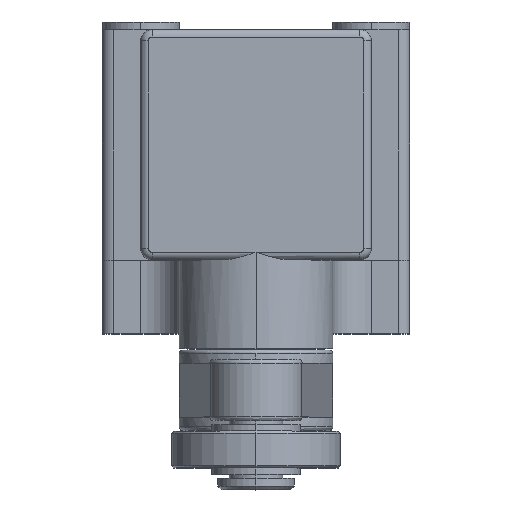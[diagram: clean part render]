
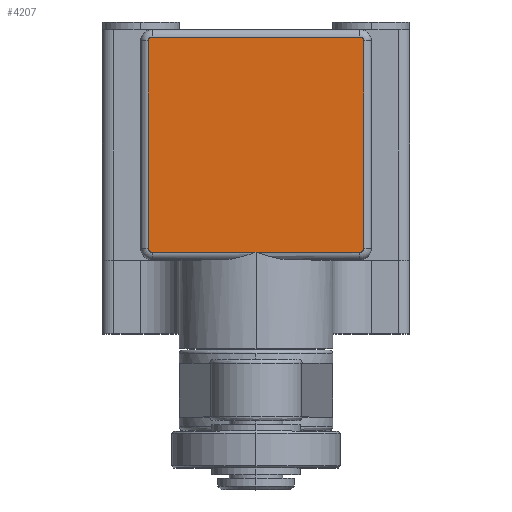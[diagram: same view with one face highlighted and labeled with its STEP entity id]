
A CAD part, top view. The second image highlights one B-rep face of the part: STEP entity #4207.
In plain terms, the highlighted planar face has unit normal (0, 0, 1).
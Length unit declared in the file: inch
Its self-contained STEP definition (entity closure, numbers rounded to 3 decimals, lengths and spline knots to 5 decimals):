
#291 = CARTESIAN_POINT ( 'NONE',  ( -0.5315, -0.07874, 1.25984 ) ) ;
#396 = ORIENTED_EDGE ( 'NONE', *, *, #3488, .T. ) ;
#462 = EDGE_CURVE ( 'NONE', #703, #8335, #7727, .T. ) ;
#510 = ORIENTED_EDGE ( 'NONE', *, *, #1721, .T. ) ;
#528 = CARTESIAN_POINT ( 'NONE',  ( 0.5315, -0.07874, 1.25984 ) ) ;
#563 = CIRCLE ( 'NONE', #1959, 0.01969 ) ;
#579 = CARTESIAN_POINT ( 'NONE',  ( 0.5315, -1.16142, 1.25984 ) ) ;
#679 = CIRCLE ( 'NONE', #7163, 0.01969 ) ;
#703 = VERTEX_POINT ( 'NONE', #528 ) ;
#791 = CARTESIAN_POINT ( 'NONE',  ( 0.5315, -1.1811, 1.25984 ) ) ;
#1018 = VECTOR ( 'NONE', #5537, 39.37008 ) ;
#1048 = ORIENTED_EDGE ( 'NONE', *, *, #1120, .T. ) ;
#1114 = CARTESIAN_POINT ( 'NONE',  ( -0.5315, -0.09843, 1.25984 ) ) ;
#1120 = EDGE_CURVE ( 'NONE', #5586, #6142, #563, .T. ) ;
#1444 = VECTOR ( 'NONE', #1912, 39.37008 ) ;
#1615 = ORIENTED_EDGE ( 'NONE', *, *, #3858, .T. ) ;
#1623 = VERTEX_POINT ( 'NONE', #8820 ) ;
#1721 = EDGE_CURVE ( 'NONE', #6132, #1623, #679, .T. ) ;
#1753 = DIRECTION ( 'NONE',  ( 0., 1., 0. ) ) ;
#1888 = DIRECTION ( 'NONE',  ( 1., 0., 0. ) ) ;
#1912 = DIRECTION ( 'NONE',  ( 0., -1., 0. ) ) ;
#1959 = AXIS2_PLACEMENT_3D ( 'NONE', #579, #5674, #4138 ) ;
#2041 = ORIENTED_EDGE ( 'NONE', *, *, #8124, .T. ) ;
#2051 = CARTESIAN_POINT ( 'NONE',  ( 0.55118, -1.16142, 1.25984 ) ) ;
#2255 = AXIS2_PLACEMENT_3D ( 'NONE', #1114, #6181, #5530 ) ;
#2340 = VECTOR ( 'NONE', #1888, 39.37008 ) ;
#2797 = CIRCLE ( 'NONE', #2255, 0.01969 ) ;
#2863 = CARTESIAN_POINT ( 'NONE',  ( 0.55118, -0.09843, 1.25984 ) ) ;
#2958 = ORIENTED_EDGE ( 'NONE', *, *, #8136, .T. ) ;
#3034 = CARTESIAN_POINT ( 'NONE',  ( 0.5315, -0.09843, 1.25984 ) ) ;
#3113 = LINE ( 'NONE', #8738, #8908 ) ;
#3130 = VERTEX_POINT ( 'NONE', #2863 ) ;
#3321 = CARTESIAN_POINT ( 'NONE',  ( 0.55118, -0.62992, 1.25984 ) ) ;
#3432 = CARTESIAN_POINT ( 'NONE',  ( 0., -0.07874, 1.25984 ) ) ;
#3488 = EDGE_CURVE ( 'NONE', #5141, #6132, #7040, .T. ) ;
#3495 = ORIENTED_EDGE ( 'NONE', *, *, #462, .T. ) ;
#3564 = EDGE_LOOP ( 'NONE', ( #2958, #7720, #1048, #2041, #5076, #3495, #1615, #396, #510 ) ) ;
#3715 = DIRECTION ( 'NONE',  ( 1., 0., 0. ) ) ;
#3858 = EDGE_CURVE ( 'NONE', #8335, #5141, #2797, .T. ) ;
#4111 = CIRCLE ( 'NONE', #8250, 0.01969 ) ;
#4138 = DIRECTION ( 'NONE',  ( 1., 0., 0. ) ) ;
#4207 = ADVANCED_FACE ( 'NONE', ( #4555 ), #7956, .T. ) ;
#4263 = EDGE_CURVE ( 'NONE', #5763, #5586, #3113, .T. ) ;
#4485 = DIRECTION ( 'NONE',  ( 0., 0., 1. ) ) ;
#4555 = FACE_OUTER_BOUND ( 'NONE', #3564, .T. ) ;
#4768 = CARTESIAN_POINT ( 'NONE',  ( 0., -1.1811, 1.25984 ) ) ;
#4905 = AXIS2_PLACEMENT_3D ( 'NONE', #5813, #8770, #8679 ) ;
#5076 = ORIENTED_EDGE ( 'NONE', *, *, #8206, .T. ) ;
#5141 = VERTEX_POINT ( 'NONE', #7213 ) ;
#5185 = DIRECTION ( 'NONE',  ( 1., 0., 0. ) ) ;
#5300 = CARTESIAN_POINT ( 'NONE',  ( -0.5315, -1.16142, 1.25984 ) ) ;
#5375 = CARTESIAN_POINT ( 'NONE',  ( -0.55118, -0.62992, 1.25984 ) ) ;
#5530 = DIRECTION ( 'NONE',  ( 1., 0., 0. ) ) ;
#5537 = DIRECTION ( 'NONE',  ( -1., 0., 0. ) ) ;
#5586 = VERTEX_POINT ( 'NONE', #791 ) ;
#5647 = CARTESIAN_POINT ( 'NONE',  ( -0.55118, -1.16142, 1.25984 ) ) ;
#5674 = DIRECTION ( 'NONE',  ( 0., 0., 1. ) ) ;
#5763 = VERTEX_POINT ( 'NONE', #6017 ) ;
#5813 = CARTESIAN_POINT ( 'NONE',  ( 0., -0.62992, 1.25984 ) ) ;
#6017 = CARTESIAN_POINT ( 'NONE',  ( 0., -1.1811, 1.25984 ) ) ;
#6132 = VERTEX_POINT ( 'NONE', #5647 ) ;
#6142 = VERTEX_POINT ( 'NONE', #2051 ) ;
#6181 = DIRECTION ( 'NONE',  ( 0., 0., 1. ) ) ;
#6784 = DIRECTION ( 'NONE',  ( 0., 0., 1. ) ) ;
#7040 = LINE ( 'NONE', #5375, #1444 ) ;
#7130 = VECTOR ( 'NONE', #1753, 39.37008 ) ;
#7163 = AXIS2_PLACEMENT_3D ( 'NONE', #5300, #6784, #8910 ) ;
#7213 = CARTESIAN_POINT ( 'NONE',  ( -0.55118, -0.09843, 1.25984 ) ) ;
#7720 = ORIENTED_EDGE ( 'NONE', *, *, #4263, .T. ) ;
#7727 = LINE ( 'NONE', #3432, #1018 ) ;
#7956 = PLANE ( 'NONE',  #4905 ) ;
#8124 = EDGE_CURVE ( 'NONE', #6142, #3130, #9020, .T. ) ;
#8136 = EDGE_CURVE ( 'NONE', #1623, #5763, #8587, .T. ) ;
#8206 = EDGE_CURVE ( 'NONE', #3130, #703, #4111, .T. ) ;
#8250 = AXIS2_PLACEMENT_3D ( 'NONE', #3034, #4485, #5185 ) ;
#8335 = VERTEX_POINT ( 'NONE', #291 ) ;
#8587 = LINE ( 'NONE', #4768, #2340 ) ;
#8679 = DIRECTION ( 'NONE',  ( 1., 0., 0. ) ) ;
#8738 = CARTESIAN_POINT ( 'NONE',  ( 0., -1.1811, 1.25984 ) ) ;
#8770 = DIRECTION ( 'NONE',  ( 0., 0., 1. ) ) ;
#8820 = CARTESIAN_POINT ( 'NONE',  ( -0.5315, -1.1811, 1.25984 ) ) ;
#8908 = VECTOR ( 'NONE', #3715, 39.37008 ) ;
#8910 = DIRECTION ( 'NONE',  ( 1., 0., 0. ) ) ;
#9020 = LINE ( 'NONE', #3321, #7130 ) ;
